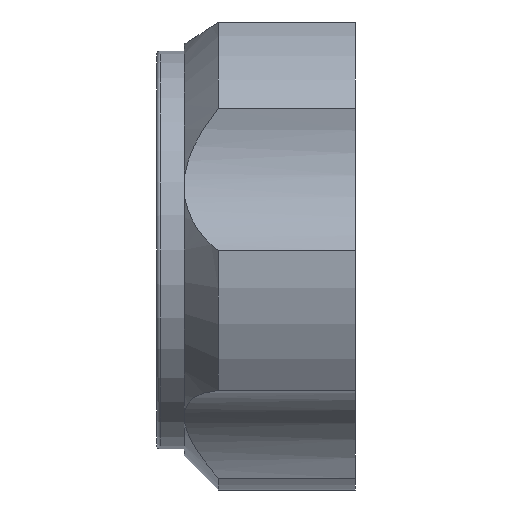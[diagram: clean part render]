
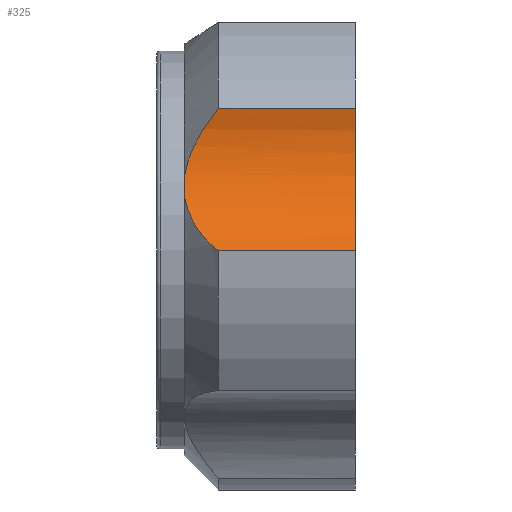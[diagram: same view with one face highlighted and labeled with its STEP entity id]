
A CAD part, left-side view. The second image highlights one B-rep face of the part: STEP entity #325.
In plain terms, the highlighted cylindrical face has radius 20 mm (diameter 40 mm), a partial arc.
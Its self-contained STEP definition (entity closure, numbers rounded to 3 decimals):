
#72 = CARTESIAN_POINT ( 'NONE',  ( -47.553, 25., 15.451 ) ) ;
#87 = VERTEX_POINT ( 'NONE', #2558 ) ;
#172 = CARTESIAN_POINT ( 'NONE',  ( -27.673, 22.163, 17.681 ) ) ;
#233 = EDGE_CURVE ( 'NONE', #3520, #4536, #4508, .T. ) ;
#247 = ORIENTED_EDGE ( 'NONE', *, *, #2991, .T. ) ;
#312 = EDGE_CURVE ( 'NONE', #1403, #1330, #883, .T. ) ;
#325 = ADVANCED_FACE ( 'NONE', ( #1144 ), #4053, .F. ) ;
#378 = CARTESIAN_POINT ( 'NONE',  ( -47.553, 0., 15.451 ) ) ;
#470 = CARTESIAN_POINT ( 'NONE',  ( -35., 20., -0.119 ) ) ;
#515 = DIRECTION ( 'NONE',  ( 0., -1., 0. ) ) ;
#520 = CARTESIAN_POINT ( 'NONE',  ( -27.566, 22.976, 16.304 ) ) ;
#548 = ORIENTED_EDGE ( 'NONE', *, *, #312, .T. ) ;
#563 = AXIS2_PLACEMENT_3D ( 'NONE', #378, #4310, #1409 ) ;
#713 = EDGE_CURVE ( 'NONE', #87, #3520, #1226, .T. ) ;
#835 = DIRECTION ( 'NONE',  ( 0., -1., 0. ) ) ;
#875 = CARTESIAN_POINT ( 'NONE',  ( -27.558, 23.926, 14.383 ) ) ;
#883 = B_SPLINE_CURVE_WITH_KNOTS ( 'NONE', 3,
 ( #2055, #4406, #1806, #4595, #3120, #4330, #1843, #2046, #2741, #1096, #3498, #4253, #4020, #1204, #2912, #2485 ),
 .UNSPECIFIED., .F., .F.,
 ( 4, 2, 2, 2, 2, 2, 2, 4 ),
 ( 0., 0.003, 0.004, 0.005, 0.006, 0.008, 0.01, 0.013 ),
 .UNSPECIFIED. ) ;
#987 = CARTESIAN_POINT ( 'NONE',  ( -35., 0., -0.119 ) ) ;
#1096 = CARTESIAN_POINT ( 'NONE',  ( -31.586, 23.235, 3.398 ) ) ;
#1144 = FACE_OUTER_BOUND ( 'NONE', #3354, .T. ) ;
#1204 = CARTESIAN_POINT ( 'NONE',  ( -33.701, 21.291, 0.996 ) ) ;
#1221 = CARTESIAN_POINT ( 'NONE',  ( -27.832, 24.649, 12.109 ) ) ;
#1226 = LINE ( 'NONE', #2877, #2981 ) ;
#1330 = VERTEX_POINT ( 'NONE', #470 ) ;
#1403 = VERTEX_POINT ( 'NONE', #2571 ) ;
#1409 = DIRECTION ( 'NONE',  ( 0., 0., 1. ) ) ;
#1465 = DIRECTION ( 'NONE',  ( 0., 0., -1. ) ) ;
#1583 = CARTESIAN_POINT ( 'NONE',  ( -27.98, 24.814, 11.332 ) ) ;
#1794 = CARTESIAN_POINT ( 'NONE',  ( -28.025, 20.66, 19.852 ) ) ;
#1806 = CARTESIAN_POINT ( 'NONE',  ( -29.273, 24.854, 7.27 ) ) ;
#1843 = CARTESIAN_POINT ( 'NONE',  ( -30.365, 24.19, 5.221 ) ) ;
#1912 = CARTESIAN_POINT ( 'NONE',  ( -28.245, 20., 20.669 ) ) ;
#1927 = CARTESIAN_POINT ( 'NONE',  ( -28.22, 24.964, 10.299 ) ) ;
#2046 = CARTESIAN_POINT ( 'NONE',  ( -30.756, 23.908, 4.582 ) ) ;
#2055 = CARTESIAN_POINT ( 'NONE',  ( -28.532, 25., 9.271 ) ) ;
#2261 = CARTESIAN_POINT ( 'NONE',  ( -27.851, 21.288, 19.007 ) ) ;
#2274 = CARTESIAN_POINT ( 'NONE',  ( -28.532, 25., 9.271 ) ) ;
#2485 = CARTESIAN_POINT ( 'NONE',  ( -35., 20., -0.119 ) ) ;
#2514 = LINE ( 'NONE', #2605, #3173 ) ;
#2531 = ORIENTED_EDGE ( 'NONE', *, *, #233, .F. ) ;
#2558 = CARTESIAN_POINT ( 'NONE',  ( -28.245, 20., 20.669 ) ) ;
#2571 = CARTESIAN_POINT ( 'NONE',  ( -28.532, 25., 9.271 ) ) ;
#2605 = CARTESIAN_POINT ( 'NONE',  ( -35., 25., -0.119 ) ) ;
#2613 = CARTESIAN_POINT ( 'NONE',  ( -27.627, 22.443, 17.23 ) ) ;
#2655 = EDGE_CURVE ( 'NONE', #1330, #4536, #2514, .T. ) ;
#2741 = CARTESIAN_POINT ( 'NONE',  ( -31.027, 23.696, 4.176 ) ) ;
#2877 = CARTESIAN_POINT ( 'NONE',  ( -28.245, 25., 20.669 ) ) ;
#2912 = CARTESIAN_POINT ( 'NONE',  ( -34.341, 20.661, 0.412 ) ) ;
#2967 = CARTESIAN_POINT ( 'NONE',  ( -27.551, 23.229, 15.828 ) ) ;
#2981 = VECTOR ( 'NONE', #4024, 1000. ) ;
#2991 = EDGE_CURVE ( 'NONE', #87, #1403, #4236, .T. ) ;
#3120 = CARTESIAN_POINT ( 'NONE',  ( -29.986, 24.442, 5.886 ) ) ;
#3165 = AXIS2_PLACEMENT_3D ( 'NONE', #72, #835, #1465 ) ;
#3173 = VECTOR ( 'NONE', #515, 1000. ) ;
#3343 = CARTESIAN_POINT ( 'NONE',  ( -27.632, 24.31, 13.393 ) ) ;
#3354 = EDGE_LOOP ( 'NONE', ( #247, #548, #3763, #2531, #3955 ) ) ;
#3498 = CARTESIAN_POINT ( 'NONE',  ( -31.874, 22.985, 3.025 ) ) ;
#3520 = VERTEX_POINT ( 'NONE', #3606 ) ;
#3606 = CARTESIAN_POINT ( 'NONE',  ( -28.245, 0., 20.669 ) ) ;
#3722 = CARTESIAN_POINT ( 'NONE',  ( -27.878, 24.709, 11.849 ) ) ;
#3763 = ORIENTED_EDGE ( 'NONE', *, *, #2655, .T. ) ;
#3955 = ORIENTED_EDGE ( 'NONE', *, *, #713, .F. ) ;
#4020 = CARTESIAN_POINT ( 'NONE',  ( -32.773, 22.17, 1.969 ) ) ;
#4024 = DIRECTION ( 'NONE',  ( 0., -1., 0. ) ) ;
#4053 = CYLINDRICAL_SURFACE ( 'NONE', #3165, 20. ) ;
#4076 = CARTESIAN_POINT ( 'NONE',  ( -28.036, 24.858, 11.073 ) ) ;
#4236 = B_SPLINE_CURVE_WITH_KNOTS ( 'NONE', 3,
 ( #1912, #1794, #2261, #172, #2613, #520, #2967, #875, #3343, #1221, #3722, #1583, #4076, #1927, #4464, #2274 ),
 .UNSPECIFIED., .F., .F.,
 ( 4, 2, 2, 2, 2, 2, 2, 4 ),
 ( 0., 0.003, 0.005, 0.006, 0.01, 0.01, 0.011, 0.013 ),
 .UNSPECIFIED. ) ;
#4253 = CARTESIAN_POINT ( 'NONE',  ( -32.468, 22.452, 2.311 ) ) ;
#4310 = DIRECTION ( 'NONE',  ( 0., 1., 0. ) ) ;
#4330 = CARTESIAN_POINT ( 'NONE',  ( -30.237, 24.279, 5.439 ) ) ;
#4406 = CARTESIAN_POINT ( 'NONE',  ( -28.866, 25., 8.242 ) ) ;
#4464 = CARTESIAN_POINT ( 'NONE',  ( -28.365, 25., 9.784 ) ) ;
#4508 = CIRCLE ( 'NONE', #563, 20. ) ;
#4536 = VERTEX_POINT ( 'NONE', #987 ) ;
#4595 = CARTESIAN_POINT ( 'NONE',  ( -29.864, 24.518, 6.115 ) ) ;
